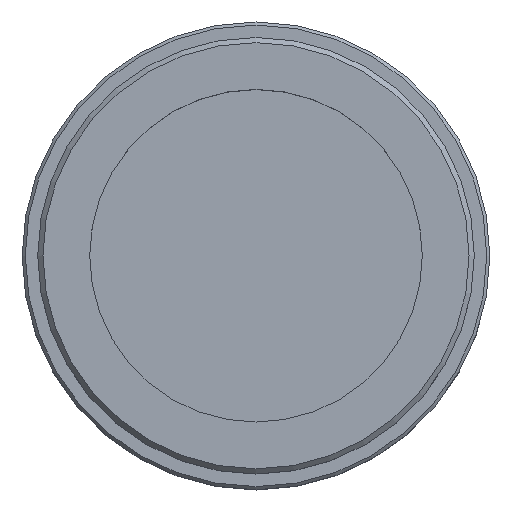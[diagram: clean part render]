
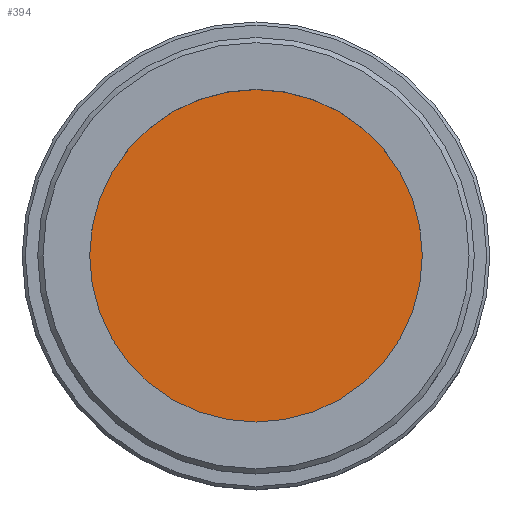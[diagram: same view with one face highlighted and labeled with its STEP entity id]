
A CAD part, top view. The second image highlights one B-rep face of the part: STEP entity #394.
In plain terms, the highlighted planar face has unit normal (0, 0, 1).
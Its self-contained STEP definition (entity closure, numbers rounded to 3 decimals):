
#79=FACE_OUTER_BOUND('',#108,.T.);
#108=EDGE_LOOP('',(#261));
#155=CIRCLE('',#432,16.);
#182=VERTEX_POINT('',#616);
#217=EDGE_CURVE('',#182,#182,#155,.T.);
#261=ORIENTED_EDGE('',*,*,#217,.F.);
#349=PLANE('',#431);
#394=ADVANCED_FACE('',(#79),#349,.T.);
#431=AXIS2_PLACEMENT_3D('',#615,#488,#489);
#432=AXIS2_PLACEMENT_3D('',#617,#490,#491);
#488=DIRECTION('center_axis',(0.,0.,1.));
#489=DIRECTION('ref_axis',(-1.,0.,0.));
#490=DIRECTION('center_axis',(0.,0.,-1.));
#491=DIRECTION('ref_axis',(1.,0.,0.));
#615=CARTESIAN_POINT('Origin',(0.,0.,111.932));
#616=CARTESIAN_POINT('',(-16.,0.,111.932));
#617=CARTESIAN_POINT('Origin',(0.,0.,111.932));
